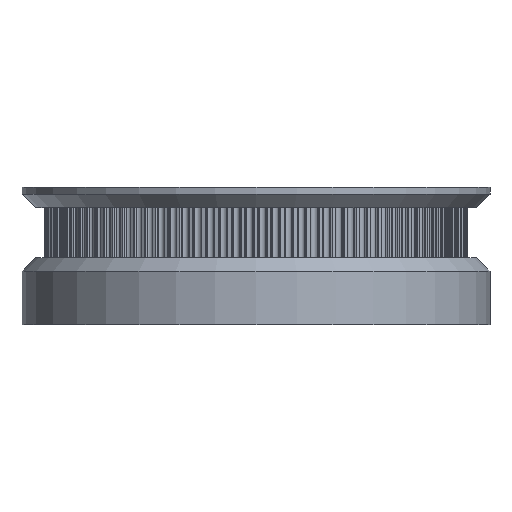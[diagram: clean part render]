
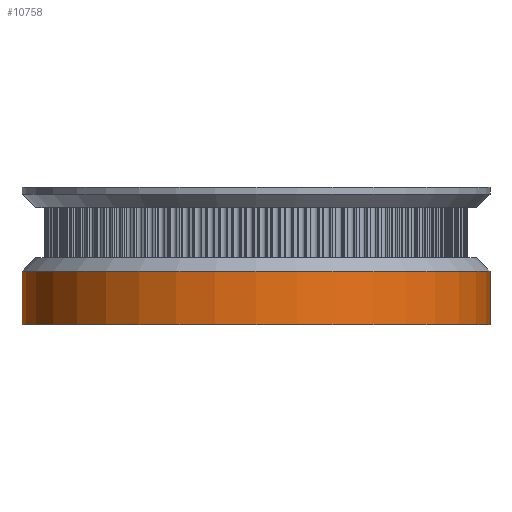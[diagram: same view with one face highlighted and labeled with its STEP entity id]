
A CAD part, front view. The second image highlights one B-rep face of the part: STEP entity #10758.
In plain terms, the highlighted cylindrical face has radius 35 mm (diameter 70 mm), a partial arc.
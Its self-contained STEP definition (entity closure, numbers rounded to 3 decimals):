
#270 = ORIENTED_EDGE ( 'NONE', *, *, #23477, .T. ) ;
#383 = FACE_OUTER_BOUND ( 'NONE', #19694, .T. ) ;
#1856 = ORIENTED_EDGE ( 'NONE', *, *, #13533, .F. ) ;
#2527 = DIRECTION ( 'NONE',  ( 1., 0., 0. ) ) ;
#3117 = DIRECTION ( 'NONE',  ( 1., 0., 0. ) ) ;
#3607 = VERTEX_POINT ( 'NONE', #11946 ) ;
#5558 = ORIENTED_EDGE ( 'NONE', *, *, #21373, .T. ) ;
#6352 = DIRECTION ( 'NONE',  ( 0., 0., 1. ) ) ;
#7044 = CIRCLE ( 'NONE', #24119, 35. ) ;
#7712 = CYLINDRICAL_SURFACE ( 'NONE', #20562, 35. ) ;
#8658 = AXIS2_PLACEMENT_3D ( 'NONE', #12390, #9512, #18814 ) ;
#9512 = DIRECTION ( 'NONE',  ( 0., 0., -1. ) ) ;
#10758 = ADVANCED_FACE ( 'NONE', ( #383 ), #7712, .T. ) ;
#11136 = EDGE_CURVE ( 'NONE', #20808, #3607, #21812, .T. ) ;
#11946 = CARTESIAN_POINT ( 'NONE',  ( -35., 0., -2. ) ) ;
#12390 = CARTESIAN_POINT ( 'NONE',  ( 0., 0., -2. ) ) ;
#12406 = CARTESIAN_POINT ( 'NONE',  ( 35., 0., -10. ) ) ;
#12627 = CARTESIAN_POINT ( 'NONE',  ( 35., 0., -2. ) ) ;
#13200 = LINE ( 'NONE', #15658, #26305 ) ;
#13533 = EDGE_CURVE ( 'NONE', #27428, #3607, #27149, .T. ) ;
#14580 = DIRECTION ( 'NONE',  ( 0., 0., 1. ) ) ;
#15516 = VECTOR ( 'NONE', #16154, 1000. ) ;
#15658 = CARTESIAN_POINT ( 'NONE',  ( 35., 0., -10. ) ) ;
#16154 = DIRECTION ( 'NONE',  ( 0., 0., 1. ) ) ;
#16791 = VERTEX_POINT ( 'NONE', #12406 ) ;
#17339 = CARTESIAN_POINT ( 'NONE',  ( -35., 0., -10. ) ) ;
#18814 = DIRECTION ( 'NONE',  ( 1., 0., 0. ) ) ;
#19694 = EDGE_LOOP ( 'NONE', ( #1856, #270, #5558, #28072 ) ) ;
#20562 = AXIS2_PLACEMENT_3D ( 'NONE', #24060, #26501, #3117 ) ;
#20808 = VERTEX_POINT ( 'NONE', #12627 ) ;
#21373 = EDGE_CURVE ( 'NONE', #16791, #20808, #13200, .T. ) ;
#21812 = CIRCLE ( 'NONE', #8658, 35. ) ;
#23477 = EDGE_CURVE ( 'NONE', #27428, #16791, #7044, .T. ) ;
#24060 = CARTESIAN_POINT ( 'NONE',  ( 0., 0., -10. ) ) ;
#24119 = AXIS2_PLACEMENT_3D ( 'NONE', #25903, #14580, #2527 ) ;
#25903 = CARTESIAN_POINT ( 'NONE',  ( 0., 0., -10. ) ) ;
#26305 = VECTOR ( 'NONE', #6352, 1000. ) ;
#26501 = DIRECTION ( 'NONE',  ( 0., 0., 1. ) ) ;
#27149 = LINE ( 'NONE', #29766, #15516 ) ;
#27428 = VERTEX_POINT ( 'NONE', #17339 ) ;
#28072 = ORIENTED_EDGE ( 'NONE', *, *, #11136, .T. ) ;
#29766 = CARTESIAN_POINT ( 'NONE',  ( -35., 0., -10. ) ) ;
